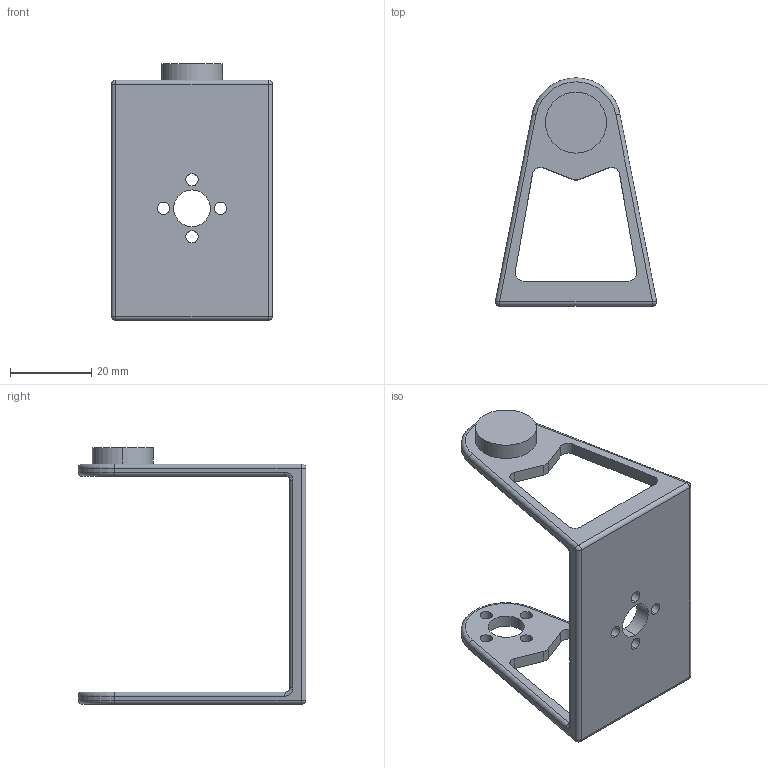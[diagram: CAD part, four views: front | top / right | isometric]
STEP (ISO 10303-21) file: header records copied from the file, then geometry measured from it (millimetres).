
FILE_DESCRIPTION (( 'STEP AP203' ), '1' );
FILE_NAME ('shoulderV2_Default_sldprt.STEP', '2021-10-27T16:36:56', ( '' ), ( '' ), 'SwSTEP 2.0', 'SolidWorks 2021', '' );
FILE_SCHEMA (( 'CONFIG_CONTROL_DESIGN' ));
Length unit declared in the file: millimetre
Products named in the file (1): shoulderV2_Default_sldprt
Bounding box: 39.57 x 56 x 63 mm (x, y, z)
Volume: 12919.7 mm3; surface area: 9671.5 mm2
Topology: 1 solids, 1 shells, 113 faces, 277 edges, 172 vertices
Faces by surface type: cylinder 71, plane 28, sphere 6, torus 4, bspline 4
Entity records: 3558 total; most frequent: CARTESIAN_POINT 699, DIRECTION 631, ORIENTED_EDGE 546, EDGE_CURVE 273, AXIS2_PLACEMENT_3D 256, VERTEX_POINT 172, EDGE_LOOP 147, CIRCLE 146
